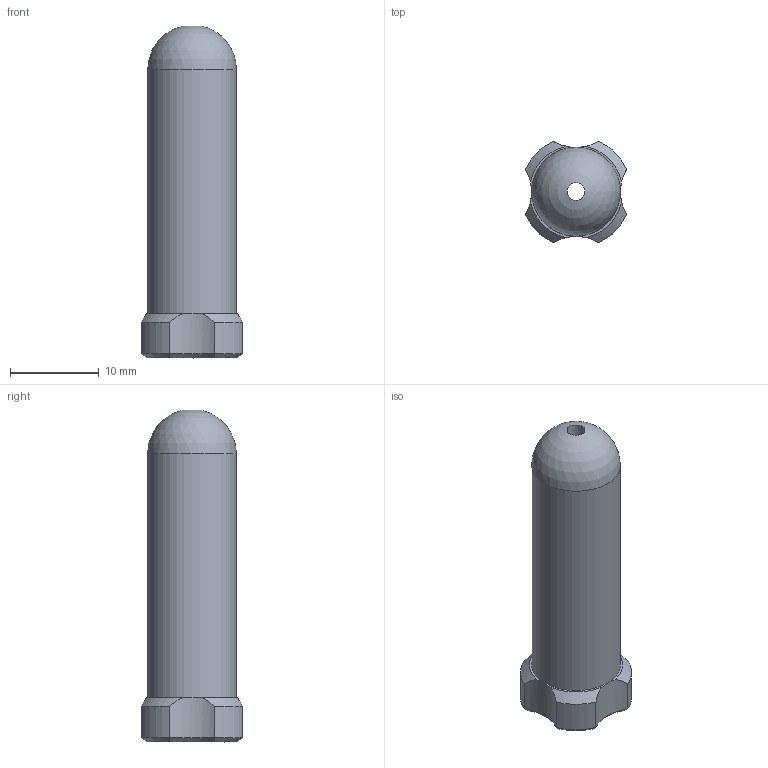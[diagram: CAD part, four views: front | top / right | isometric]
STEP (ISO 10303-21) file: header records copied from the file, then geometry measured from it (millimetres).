
FILE_DESCRIPTION(('FreeCAD Model'),'2;1');
FILE_NAME('Open CASCADE Shape Model','2023-01-08T01:54:13',(''),(''), 'Open CASCADE STEP processor 7.6','FreeCAD','Unknown');
FILE_SCHEMA(('AUTOMOTIVE_DESIGN { 1 0 10303 214 1 1 1 1 }'));
Length unit declared in the file: millimetre
Products named in the file (1): Nut CPN RH BU01x03.00 - SPN-NUT-0043 (stemfie.org)
Bounding box: 11.41 x 11.41 x 37.4 mm (x, y, z)
Volume: 1688.5 mm3; surface area: 2156.2 mm2
Topology: 1 solids, 1 shells, 494 faces, 1367 edges, 905 vertices
Faces by surface type: plane 313, extrusion 146, cylinder 18, cone 13, sphere 2, bspline 2
Full cylindrical faces by diameter (mm): 2 x1, 6.8 x1, 10 x1
Entity records: 37856 total; most frequent: CARTESIAN_POINT 12269, DIRECTION 4051, ORIENTED_EDGE 2734, PCURVE 2734, DEFINITIONAL_REPRESENTATION 2734, VECTOR 2621, LINE 2475, EDGE_CURVE 1367
